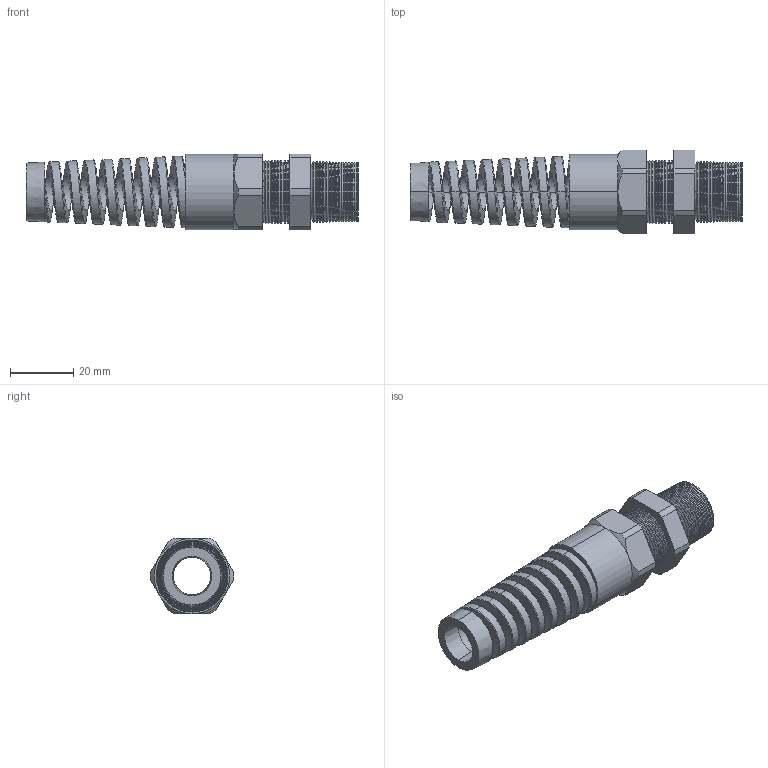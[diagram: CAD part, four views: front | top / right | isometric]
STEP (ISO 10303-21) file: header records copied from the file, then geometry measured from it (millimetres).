
FILE_DESCRIPTION (( 'STEP AP203' ), '1' );
FILE_NAME ('CF20DA-GY.STEP', '2008-05-24T09:13:16', ( 'Baystate01' ), ( 'Baystate' ), 'SwSTEP 2.0', 'SolidWorks 2007', '' );
FILE_SCHEMA (( 'CONFIG_CONTROL_DESIGN' ));
Length unit declared in the file: inch
Products named in the file (1): CF20DA-GY
Bounding box: 104.9 x 26.49 x 23.88 mm (x, y, z)
Volume: 21497.2 mm3; surface area: 15349.8 mm2
Topology: 2 solids, 2 shells, 248 faces, 559 edges, 319 vertices
Faces by surface type: cone 172, cylinder 41, plane 25, torus 6, bspline 4
Entity records: 16831 total; most frequent: CARTESIAN_POINT 11289, DIRECTION 1181, ORIENTED_EDGE 1118, EDGE_CURVE 559, AXIS2_PLACEMENT_3D 470, VERTEX_POINT 319, EDGE_LOOP 258, FACE_OUTER_BOUND 248
